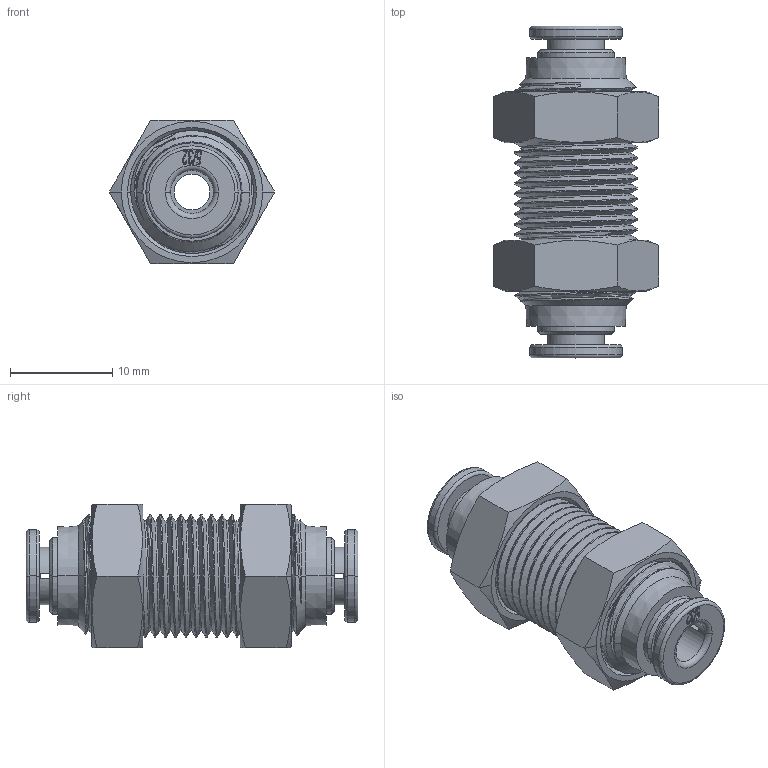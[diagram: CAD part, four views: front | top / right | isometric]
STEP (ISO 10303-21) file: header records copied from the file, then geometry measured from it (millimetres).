
FILE_DESCRIPTION (( 'STEP AP214' ), '1' );
FILE_NAME ('UB532-SS.step', '2018-03-13T19:28:26', ( '' ), ( '' ), 'SwSTEP 2.0', 'SolidWorks 2017', '' );
FILE_SCHEMA (( 'AUTOMOTIVE_DESIGN' ));
Length unit declared in the file: inch
Products named in the file (1): UB532-SS
Bounding box: 16.17 x 32.4 x 14 mm (x, y, z)
Volume: 2986 mm3; surface area: 2802.8 mm2
Topology: 1 solids, 1 shells, 314 faces, 875 edges, 573 vertices
Faces by surface type: cylinder 106, plane 87, bspline 76, cone 33, torus 12
Entity records: 18391 total; most frequent: CARTESIAN_POINT 11140, ORIENTED_EDGE 1750, DIRECTION 1114, EDGE_CURVE 875, VERTEX_POINT 573, AXIS2_PLACEMENT_3D 388, B_SPLINE_CURVE_WITH_KNOTS 378, LINE 338
